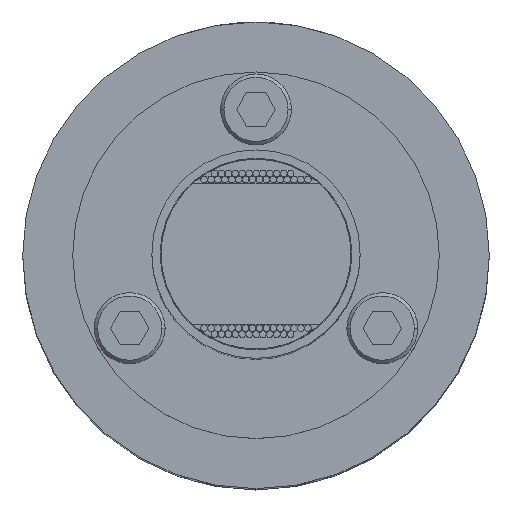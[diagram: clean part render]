
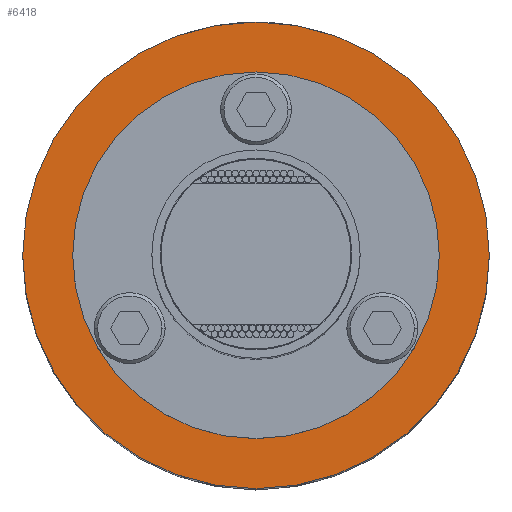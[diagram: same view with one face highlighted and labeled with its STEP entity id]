
A CAD part, top view. The second image highlights one B-rep face of the part: STEP entity #6418.
In plain terms, the highlighted planar face has unit normal (0, 0, 1).
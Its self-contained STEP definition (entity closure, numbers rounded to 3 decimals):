
#670 = DIRECTION ( 'NONE',  ( 1., 0., 0. ) ) ;
#697 = ORIENTED_EDGE ( 'NONE', *, *, #3496, .T. ) ;
#904 = CARTESIAN_POINT ( 'NONE',  ( 0., 0., 92. ) ) ;
#2180 = FACE_OUTER_BOUND ( 'NONE', #13119, .T. ) ;
#2582 = ORIENTED_EDGE ( 'NONE', *, *, #6759, .F. ) ;
#2776 = ORIENTED_EDGE ( 'NONE', *, *, #6227, .F. ) ;
#2804 = AXIS2_PLACEMENT_3D ( 'NONE', #904, #8261, #5814 ) ;
#3278 = EDGE_LOOP ( 'NONE', ( #2776, #2582 ) ) ;
#3489 = AXIS2_PLACEMENT_3D ( 'NONE', #10401, #4110, #11459 ) ;
#3496 = EDGE_CURVE ( 'NONE', #10339, #6630, #11798, .T. ) ;
#3830 = DIRECTION ( 'NONE',  ( 0., 0., 1. ) ) ;
#4110 = DIRECTION ( 'NONE',  ( 0., 0., 1. ) ) ;
#4187 = DIRECTION ( 'NONE',  ( 1., 0., 0. ) ) ;
#4218 = CIRCLE ( 'NONE', #6920, 28. ) ;
#5337 = ORIENTED_EDGE ( 'NONE', *, *, #9125, .T. ) ;
#5696 = AXIS2_PLACEMENT_3D ( 'NONE', #10134, #3830, #11194 ) ;
#5814 = DIRECTION ( 'NONE',  ( 1., 0., 0. ) ) ;
#5905 = CARTESIAN_POINT ( 'NONE',  ( 28., 0., 92. ) ) ;
#6227 = EDGE_CURVE ( 'NONE', #6725, #12748, #6613, .T. ) ;
#6418 = ADVANCED_FACE ( 'NONE', ( #2180, #10252 ), #7291, .T. ) ;
#6613 = CIRCLE ( 'NONE', #5696, 22. ) ;
#6630 = VERTEX_POINT ( 'NONE', #8836 ) ;
#6725 = VERTEX_POINT ( 'NONE', #9204 ) ;
#6759 = EDGE_CURVE ( 'NONE', #12748, #6725, #12342, .T. ) ;
#6920 = AXIS2_PLACEMENT_3D ( 'NONE', #13301, #6974, #670 ) ;
#6974 = DIRECTION ( 'NONE',  ( 0., 0., 1. ) ) ;
#7291 = PLANE ( 'NONE',  #7554 ) ;
#7554 = AXIS2_PLACEMENT_3D ( 'NONE', #9443, #10498, #4187 ) ;
#8261 = DIRECTION ( 'NONE',  ( 0., 0., 1. ) ) ;
#8568 = CARTESIAN_POINT ( 'NONE',  ( 22., 0., 92. ) ) ;
#8836 = CARTESIAN_POINT ( 'NONE',  ( -28., 0., 92. ) ) ;
#9125 = EDGE_CURVE ( 'NONE', #6630, #10339, #4218, .T. ) ;
#9204 = CARTESIAN_POINT ( 'NONE',  ( -22., 0., 92. ) ) ;
#9443 = CARTESIAN_POINT ( 'NONE',  ( 0., 0., 92. ) ) ;
#10134 = CARTESIAN_POINT ( 'NONE',  ( 0., 0., 92. ) ) ;
#10252 = FACE_BOUND ( 'NONE', #3278, .T. ) ;
#10339 = VERTEX_POINT ( 'NONE', #5905 ) ;
#10401 = CARTESIAN_POINT ( 'NONE',  ( 0., 0., 92. ) ) ;
#10498 = DIRECTION ( 'NONE',  ( 0., 0., 1. ) ) ;
#11194 = DIRECTION ( 'NONE',  ( 1., 0., 0. ) ) ;
#11459 = DIRECTION ( 'NONE',  ( 1., 0., 0. ) ) ;
#11798 = CIRCLE ( 'NONE', #3489, 28. ) ;
#12342 = CIRCLE ( 'NONE', #2804, 22. ) ;
#12748 = VERTEX_POINT ( 'NONE', #8568 ) ;
#13119 = EDGE_LOOP ( 'NONE', ( #5337, #697 ) ) ;
#13301 = CARTESIAN_POINT ( 'NONE',  ( 0., 0., 92. ) ) ;
